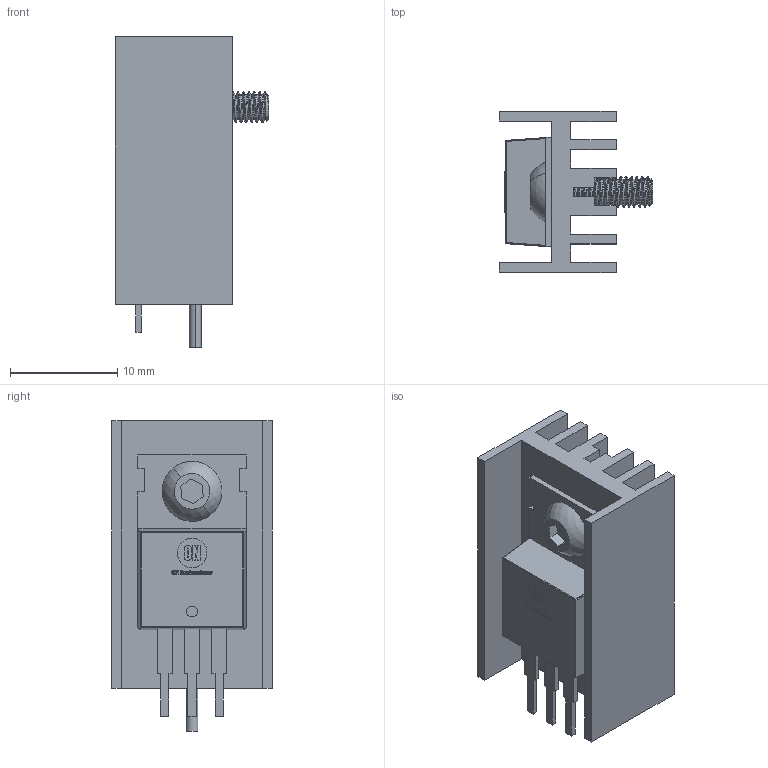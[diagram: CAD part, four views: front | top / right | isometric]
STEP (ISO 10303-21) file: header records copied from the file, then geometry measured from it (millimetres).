
FILE_DESCRIPTION (( 'STEP AP214' ), '1' );
FILE_NAME ('7805.STEP', '2022-10-07T10:12:16', ( '' ), ( '' ), 'SwSTEP 2.0', 'SolidWorks 2021', '' );
FILE_SCHEMA (( 'AUTOMOTIVE_DESIGN' ));
Length unit declared in the file: millimetre
Products named in the file (8): logo.STEP; heatsink.STEP; pins.STEP; 冓儰僗闉; 鎔艜 M3; body.STEP; 7805; IC_ON_Semiconductor_LM7812CT_eec.STEP
Assembly tree (7 placements, depth 3):
  7805
    IC_ON_Semiconductor_LM7812CT_eec.STEP
      body.STEP
      pins.STEP
      heatsink.STEP
      logo.STEP
    冓儰僗闉
    鎔艜 M3
Bounding box: 14.33 x 15 x 29 mm (x, y, z)
Volume: 2073.3 mm3; surface area: 3673.9 mm2
Topology: 26 solids, 26 shells, 554 faces, 1468 edges, 966 vertices
Faces by surface type: plane 257, bspline 197, cylinder 86, sphere 12, cone 2
Entity records: 22578 total; most frequent: CARTESIAN_POINT 9545, ORIENTED_EDGE 2932, DIRECTION 1799, EDGE_CURVE 1466, VERTEX_POINT 966, LINE 883, VECTOR 883, EDGE_LOOP 572
